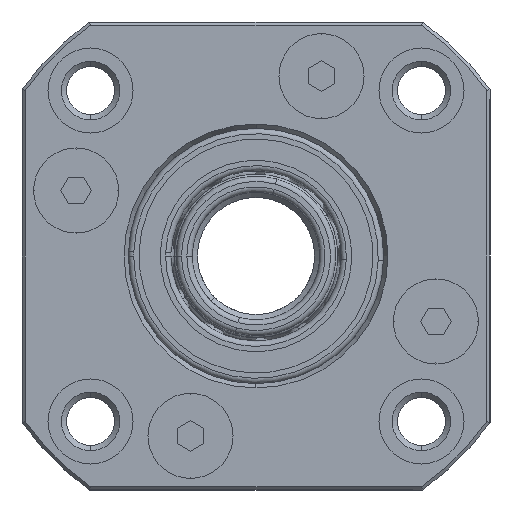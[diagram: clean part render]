
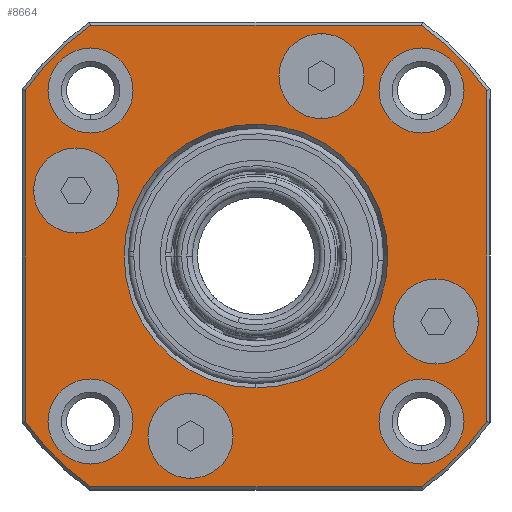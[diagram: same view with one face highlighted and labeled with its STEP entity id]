
A CAD part, left-side view. The second image highlights one B-rep face of the part: STEP entity #8664.
In plain terms, the highlighted planar face has unit normal (-1, 0, 0).
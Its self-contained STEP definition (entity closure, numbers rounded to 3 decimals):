
#1366=PLANE('',#9632);
#1758=VECTOR('',#15315,1.);
#1759=VECTOR('',#15318,1.);
#1760=VECTOR('',#15321,1.);
#1761=VECTOR('',#15324,1.);
#2102=LINE('',#11604,#1758);
#2103=LINE('',#11609,#1759);
#2104=LINE('',#11613,#1760);
#2105=LINE('',#11617,#1761);
#2692=VERTEX_POINT('',#11470);
#2693=VERTEX_POINT('',#11472);
#2702=VERTEX_POINT('',#11494);
#2703=VERTEX_POINT('',#11496);
#2708=VERTEX_POINT('',#11509);
#2709=VERTEX_POINT('',#11511);
#2714=VERTEX_POINT('',#11524);
#2715=VERTEX_POINT('',#11526);
#2720=VERTEX_POINT('',#11539);
#2721=VERTEX_POINT('',#11541);
#2726=VERTEX_POINT('',#11554);
#2727=VERTEX_POINT('',#11556);
#2730=VERTEX_POINT('',#11563);
#2731=VERTEX_POINT('',#11565);
#2734=VERTEX_POINT('',#11572);
#2735=VERTEX_POINT('',#11574);
#2738=VERTEX_POINT('',#11581);
#2739=VERTEX_POINT('',#11583);
#2744=VERTEX_POINT('',#11605);
#2745=VERTEX_POINT('',#11606);
#2746=VERTEX_POINT('',#11608);
#2747=VERTEX_POINT('',#11610);
#2748=VERTEX_POINT('',#11612);
#2749=VERTEX_POINT('',#11614);
#2750=VERTEX_POINT('',#11616);
#2751=VERTEX_POINT('',#11618);
#3440=CIRCLE('',#9591,12.404);
#3445=CIRCLE('',#9599,4.);
#3448=CIRCLE('',#9604,4.);
#3451=CIRCLE('',#9609,4.);
#3454=CIRCLE('',#9614,4.);
#3457=CIRCLE('',#9619,4.);
#3459=CIRCLE('',#9622,4.);
#3461=CIRCLE('',#9625,4.);
#3463=CIRCLE('',#9628,4.);
#3466=CIRCLE('',#9633,12.404);
#3467=CIRCLE('',#9634,4.);
#3468=CIRCLE('',#9635,4.);
#3469=CIRCLE('',#9636,4.);
#3470=CIRCLE('',#9637,4.);
#3471=CIRCLE('',#9638,4.);
#3472=CIRCLE('',#9639,4.);
#3473=CIRCLE('',#9640,4.);
#3474=CIRCLE('',#9641,4.);
#3475=CIRCLE('',#9642,26.7);
#3476=CIRCLE('',#9643,26.7);
#3477=CIRCLE('',#9644,26.7);
#3478=CIRCLE('',#9645,26.7);
#4308=EDGE_CURVE('',#2693,#2692,#3440,.T.);
#4319=EDGE_CURVE('',#2702,#2703,#3445,.T.);
#4326=EDGE_CURVE('',#2708,#2709,#3448,.T.);
#4333=EDGE_CURVE('',#2714,#2715,#3451,.T.);
#4340=EDGE_CURVE('',#2720,#2721,#3454,.T.);
#4347=EDGE_CURVE('',#2726,#2727,#3457,.T.);
#4351=EDGE_CURVE('',#2730,#2731,#3459,.T.);
#4355=EDGE_CURVE('',#2734,#2735,#3461,.T.);
#4359=EDGE_CURVE('',#2738,#2739,#3463,.T.);
#4365=EDGE_CURVE('',#2692,#2693,#3466,.T.);
#4366=EDGE_CURVE('',#2739,#2738,#3467,.T.);
#4367=EDGE_CURVE('',#2735,#2734,#3468,.T.);
#4368=EDGE_CURVE('',#2731,#2730,#3469,.T.);
#4369=EDGE_CURVE('',#2727,#2726,#3470,.T.);
#4370=EDGE_CURVE('',#2721,#2720,#3471,.T.);
#4371=EDGE_CURVE('',#2715,#2714,#3472,.T.);
#4372=EDGE_CURVE('',#2709,#2708,#3473,.T.);
#4373=EDGE_CURVE('',#2703,#2702,#3474,.T.);
#4374=EDGE_CURVE('',#2744,#2745,#2102,.T.);
#4375=EDGE_CURVE('',#2745,#2746,#3475,.T.);
#4376=EDGE_CURVE('',#2746,#2747,#2103,.T.);
#4377=EDGE_CURVE('',#2747,#2748,#3476,.T.);
#4378=EDGE_CURVE('',#2748,#2749,#2104,.T.);
#4379=EDGE_CURVE('',#2749,#2750,#3477,.T.);
#4380=EDGE_CURVE('',#2750,#2751,#2105,.T.);
#4381=EDGE_CURVE('',#2751,#2744,#3478,.T.);
#6149=ORIENTED_EDGE('',*,*,#4308,.T.);
#6150=ORIENTED_EDGE('',*,*,#4365,.T.);
#6151=ORIENTED_EDGE('',*,*,#4366,.F.);
#6152=ORIENTED_EDGE('',*,*,#4359,.F.);
#6153=ORIENTED_EDGE('',*,*,#4367,.F.);
#6154=ORIENTED_EDGE('',*,*,#4355,.F.);
#6155=ORIENTED_EDGE('',*,*,#4368,.F.);
#6156=ORIENTED_EDGE('',*,*,#4351,.F.);
#6157=ORIENTED_EDGE('',*,*,#4369,.F.);
#6158=ORIENTED_EDGE('',*,*,#4347,.F.);
#6159=ORIENTED_EDGE('',*,*,#4370,.F.);
#6160=ORIENTED_EDGE('',*,*,#4340,.F.);
#6161=ORIENTED_EDGE('',*,*,#4371,.F.);
#6162=ORIENTED_EDGE('',*,*,#4333,.F.);
#6163=ORIENTED_EDGE('',*,*,#4372,.F.);
#6164=ORIENTED_EDGE('',*,*,#4326,.F.);
#6165=ORIENTED_EDGE('',*,*,#4373,.F.);
#6166=ORIENTED_EDGE('',*,*,#4319,.F.);
#6167=ORIENTED_EDGE('',*,*,#4374,.T.);
#6168=ORIENTED_EDGE('',*,*,#4375,.T.);
#6169=ORIENTED_EDGE('',*,*,#4376,.T.);
#6170=ORIENTED_EDGE('',*,*,#4377,.T.);
#6171=ORIENTED_EDGE('',*,*,#4378,.T.);
#6172=ORIENTED_EDGE('',*,*,#4379,.T.);
#6173=ORIENTED_EDGE('',*,*,#4380,.T.);
#6174=ORIENTED_EDGE('',*,*,#4381,.T.);
#7505=EDGE_LOOP('',(#6149,#6150));
#7506=EDGE_LOOP('',(#6151,#6152));
#7507=EDGE_LOOP('',(#6153,#6154));
#7508=EDGE_LOOP('',(#6155,#6156));
#7509=EDGE_LOOP('',(#6157,#6158));
#7510=EDGE_LOOP('',(#6159,#6160));
#7511=EDGE_LOOP('',(#6161,#6162));
#7512=EDGE_LOOP('',(#6163,#6164));
#7513=EDGE_LOOP('',(#6165,#6166));
#7514=EDGE_LOOP('',(#6167,#6168,#6169,#6170,#6171,#6172,#6173,#6174));
#8097=FACE_BOUND('',#7505,.T.);
#8098=FACE_BOUND('',#7506,.T.);
#8099=FACE_BOUND('',#7507,.T.);
#8100=FACE_BOUND('',#7508,.T.);
#8101=FACE_BOUND('',#7509,.T.);
#8102=FACE_BOUND('',#7510,.T.);
#8103=FACE_BOUND('',#7511,.T.);
#8104=FACE_BOUND('',#7512,.T.);
#8105=FACE_BOUND('',#7513,.T.);
#8106=FACE_BOUND('',#7514,.T.);
#8664=ADVANCED_FACE('',(#8097,#8098,#8099,#8100,#8101,#8102,#8103,#8104,
#8105,#8106),#1366,.F.);
#9591=AXIS2_PLACEMENT_3D('',#11471,#15183,#15184);
#9599=AXIS2_PLACEMENT_3D('',#11495,#15205,#15206);
#9604=AXIS2_PLACEMENT_3D('',#11510,#15219,#15220);
#9609=AXIS2_PLACEMENT_3D('',#11525,#15233,#15234);
#9614=AXIS2_PLACEMENT_3D('',#11540,#15247,#15248);
#9619=AXIS2_PLACEMENT_3D('',#11555,#15261,#15262);
#9622=AXIS2_PLACEMENT_3D('',#11564,#15269,#15270);
#9625=AXIS2_PLACEMENT_3D('',#11573,#15277,#15278);
#9628=AXIS2_PLACEMENT_3D('',#11582,#15285,#15286);
#9632=AXIS2_PLACEMENT_3D('',#11594,#15296,$);
#9633=AXIS2_PLACEMENT_3D('',#11595,#15297,#15298);
#9634=AXIS2_PLACEMENT_3D('',#11596,#15299,#15300);
#9635=AXIS2_PLACEMENT_3D('',#11597,#15301,#15302);
#9636=AXIS2_PLACEMENT_3D('',#11598,#15303,#15304);
#9637=AXIS2_PLACEMENT_3D('',#11599,#15305,#15306);
#9638=AXIS2_PLACEMENT_3D('',#11600,#15307,#15308);
#9639=AXIS2_PLACEMENT_3D('',#11601,#15309,#15310);
#9640=AXIS2_PLACEMENT_3D('',#11602,#15311,#15312);
#9641=AXIS2_PLACEMENT_3D('',#11603,#15313,#15314);
#9642=AXIS2_PLACEMENT_3D('',#11607,#15316,#15317);
#9643=AXIS2_PLACEMENT_3D('',#11611,#15319,#15320);
#9644=AXIS2_PLACEMENT_3D('',#11615,#15322,#15323);
#9645=AXIS2_PLACEMENT_3D('',#11619,#15325,#15326);
#11470=CARTESIAN_POINT('',(-4.,0.,-12.404));
#11471=CARTESIAN_POINT('',(-4.,0.,0.));
#11472=CARTESIAN_POINT('',(-4.,0.,12.404));
#11494=CARTESIAN_POINT('',(-4.,16.914,2.156));
#11495=CARTESIAN_POINT('',(-4.,16.914,6.156));
#11496=CARTESIAN_POINT('',(-4.,16.914,10.156));
#11509=CARTESIAN_POINT('',(-4.,-6.156,12.914));
#11510=CARTESIAN_POINT('',(-4.,-6.156,16.914));
#11511=CARTESIAN_POINT('',(-4.,-6.156,20.914));
#11524=CARTESIAN_POINT('',(-4.,-16.914,-10.156));
#11525=CARTESIAN_POINT('',(-4.,-16.914,-6.156));
#11526=CARTESIAN_POINT('',(-4.,-16.914,-2.156));
#11539=CARTESIAN_POINT('',(-4.,6.156,-20.914));
#11540=CARTESIAN_POINT('',(-4.,6.156,-16.914));
#11541=CARTESIAN_POINT('',(-4.,6.156,-12.914));
#11554=CARTESIAN_POINT('',(-4.,-15.556,11.556));
#11555=CARTESIAN_POINT('',(-4.,-15.556,15.556));
#11556=CARTESIAN_POINT('',(-4.,-15.556,19.556));
#11563=CARTESIAN_POINT('',(-4.,-15.556,-19.556));
#11564=CARTESIAN_POINT('',(-4.,-15.556,-15.556));
#11565=CARTESIAN_POINT('',(-4.,-15.556,-11.556));
#11572=CARTESIAN_POINT('',(-4.,15.556,-19.556));
#11573=CARTESIAN_POINT('',(-4.,15.556,-15.556));
#11574=CARTESIAN_POINT('',(-4.,15.556,-11.556));
#11581=CARTESIAN_POINT('',(-4.,15.556,11.556));
#11582=CARTESIAN_POINT('',(-4.,15.556,15.556));
#11583=CARTESIAN_POINT('',(-4.,15.556,19.556));
#11594=CARTESIAN_POINT('',(-4.,7.,0.));
#11595=CARTESIAN_POINT('',(-4.,0.,0.));
#11596=CARTESIAN_POINT('',(-4.,15.556,15.556));
#11597=CARTESIAN_POINT('',(-4.,15.556,-15.556));
#11598=CARTESIAN_POINT('',(-4.,-15.556,-15.556));
#11599=CARTESIAN_POINT('',(-4.,-15.556,15.556));
#11600=CARTESIAN_POINT('',(-4.,6.156,-16.914));
#11601=CARTESIAN_POINT('',(-4.,-16.914,-6.156));
#11602=CARTESIAN_POINT('',(-4.,-6.156,16.914));
#11603=CARTESIAN_POINT('',(-4.,16.914,6.156));
#11604=CARTESIAN_POINT('',(-4.,-21.7,-15.556));
#11605=CARTESIAN_POINT('',(-4.,-21.7,-15.556));
#11606=CARTESIAN_POINT('',(-4.,-21.7,15.556));
#11607=CARTESIAN_POINT('',(-4.,0.,0.));
#11608=CARTESIAN_POINT('',(-4.,-15.556,21.7));
#11609=CARTESIAN_POINT('',(-4.,-15.556,21.7));
#11610=CARTESIAN_POINT('',(-4.,15.556,21.7));
#11611=CARTESIAN_POINT('',(-4.,0.,0.));
#11612=CARTESIAN_POINT('',(-4.,21.7,15.556));
#11613=CARTESIAN_POINT('',(-4.,21.7,15.556));
#11614=CARTESIAN_POINT('',(-4.,21.7,-15.556));
#11615=CARTESIAN_POINT('',(-4.,0.,0.));
#11616=CARTESIAN_POINT('',(-4.,15.556,-21.7));
#11617=CARTESIAN_POINT('',(-4.,15.556,-21.7));
#11618=CARTESIAN_POINT('',(-4.,-15.556,-21.7));
#11619=CARTESIAN_POINT('',(-4.,0.,0.));
#15183=DIRECTION('',(1.,0.,0.));
#15184=DIRECTION('',(0.,0.,-12.404));
#15205=DIRECTION('',(-1.,0.,0.));
#15206=DIRECTION('',(0.,0.,4.));
#15219=DIRECTION('',(-1.,0.,0.));
#15220=DIRECTION('',(0.,0.,4.));
#15233=DIRECTION('',(-1.,0.,0.));
#15234=DIRECTION('',(0.,0.,4.));
#15247=DIRECTION('',(-1.,0.,0.));
#15248=DIRECTION('',(0.,0.,4.));
#15261=DIRECTION('',(-1.,0.,0.));
#15262=DIRECTION('',(0.,0.,4.));
#15269=DIRECTION('',(-1.,0.,0.));
#15270=DIRECTION('',(0.,0.,4.));
#15277=DIRECTION('',(-1.,0.,0.));
#15278=DIRECTION('',(0.,0.,4.));
#15285=DIRECTION('',(-1.,0.,0.));
#15286=DIRECTION('',(0.,0.,4.));
#15296=DIRECTION('',(1.,0.,0.));
#15297=DIRECTION('',(1.,0.,0.));
#15298=DIRECTION('',(0.,0.,-12.404));
#15299=DIRECTION('',(-1.,0.,0.));
#15300=DIRECTION('',(0.,0.,4.));
#15301=DIRECTION('',(-1.,0.,0.));
#15302=DIRECTION('',(0.,0.,4.));
#15303=DIRECTION('',(-1.,0.,0.));
#15304=DIRECTION('',(0.,0.,4.));
#15305=DIRECTION('',(-1.,0.,0.));
#15306=DIRECTION('',(0.,0.,4.));
#15307=DIRECTION('',(-1.,0.,0.));
#15308=DIRECTION('',(0.,0.,4.));
#15309=DIRECTION('',(-1.,0.,0.));
#15310=DIRECTION('',(0.,0.,4.));
#15311=DIRECTION('',(-1.,0.,0.));
#15312=DIRECTION('',(0.,0.,4.));
#15313=DIRECTION('',(-1.,0.,0.));
#15314=DIRECTION('',(0.,0.,4.));
#15315=DIRECTION('',(0.,0.,1.));
#15316=DIRECTION('',(-1.,0.,0.));
#15317=DIRECTION('',(0.,0.,-26.7));
#15318=DIRECTION('',(0.,1.,0.));
#15319=DIRECTION('',(-1.,0.,0.));
#15320=DIRECTION('',(0.,0.,-26.7));
#15321=DIRECTION('',(0.,0.,-1.));
#15322=DIRECTION('',(-1.,0.,0.));
#15323=DIRECTION('',(0.,0.,-26.7));
#15324=DIRECTION('',(0.,-1.,0.));
#15325=DIRECTION('',(-1.,0.,0.));
#15326=DIRECTION('',(0.,0.,-26.7));
